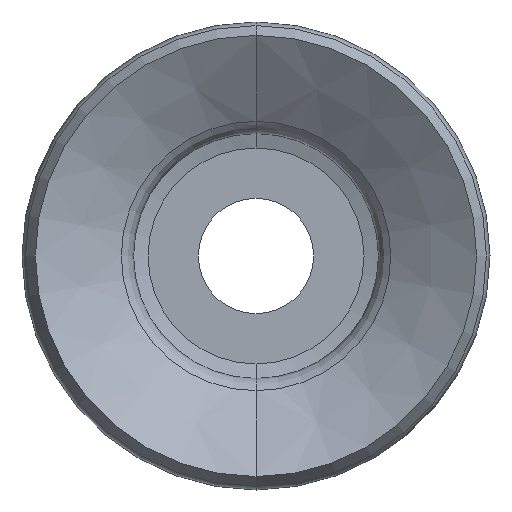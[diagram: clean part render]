
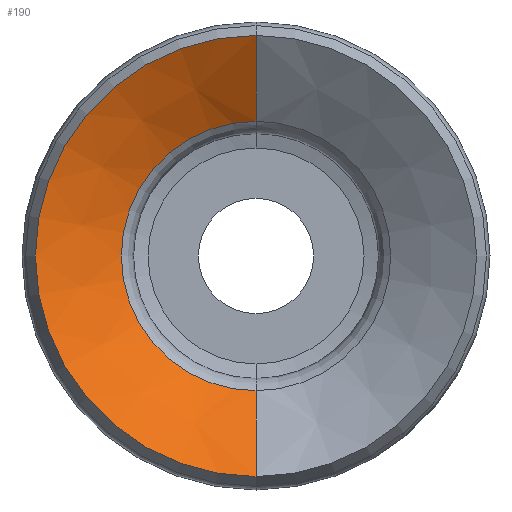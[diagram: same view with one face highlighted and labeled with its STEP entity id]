
A CAD part, front view. The second image highlights one B-rep face of the part: STEP entity #190.
In plain terms, the highlighted conical face has half-angle 57.015 degrees and reference radius 9.354 mm.
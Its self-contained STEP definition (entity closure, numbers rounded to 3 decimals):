
#190=ADVANCED_FACE('',(#461),#462,.F.);
#461=FACE_OUTER_BOUND('',#817,.T.);
#462=CONICAL_SURFACE('',#818,9.354,0.995);
#817=EDGE_LOOP('',(#5061,#5062,#5063,#5064));
#818=AXIS2_PLACEMENT_3D('',#5065,#5066,#5067);
#5061=ORIENTED_EDGE('',*,*,#5791,.T.);
#5062=ORIENTED_EDGE('',*,*,#5857,.T.);
#5063=ORIENTED_EDGE('',*,*,#5858,.F.);
#5064=ORIENTED_EDGE('',*,*,#5859,.F.);
#5065=CARTESIAN_POINT('',(0.0,-33.628,0.0));
#5066=DIRECTION('',(0.0,-1.0,-0.0));
#5067=DIRECTION('',(0.0,0.0,-1.0));
#5791=EDGE_CURVE('',#6188,#6192,#6194,.T.);
#5857=EDGE_CURVE('',#6192,#6287,#6288,.T.);
#5858=EDGE_CURVE('',#6289,#6287,#6290,.T.);
#5859=EDGE_CURVE('',#6188,#6289,#6291,.T.);
#6188=VERTEX_POINT('',#6725);
#6192=VERTEX_POINT('',#6729);
#6194=CIRCLE('',#6731,9.354);
#6287=VERTEX_POINT('',#7004);
#6288=LINE('',#7005,#7006);
#6289=VERTEX_POINT('',#7007);
#6290=CIRCLE('',#7008,15.319);
#6291=LINE('',#7009,#7010);
#6725=CARTESIAN_POINT('',(0.0,-33.628,-9.354));
#6729=CARTESIAN_POINT('',(0.,-33.628,9.354));
#6731=AXIS2_PLACEMENT_3D('',#8948,#8949,#8950);
#7004=CARTESIAN_POINT('',(0.0,-37.5,15.319));
#7005=CARTESIAN_POINT('',(0.,-33.628,9.354));
#7006=VECTOR('',#9055,1000.0);
#7007=CARTESIAN_POINT('',(0.,-37.5,-15.319));
#7008=AXIS2_PLACEMENT_3D('',#9056,#9057,#9058);
#7009=CARTESIAN_POINT('',(0.0,-33.628,-9.354));
#7010=VECTOR('',#9059,1000.0);
#8948=CARTESIAN_POINT('',(0.0,-33.628,0.0));
#8949=DIRECTION('',(0.0,1.0,0.0));
#8950=DIRECTION('',(0.0,0.0,1.0));
#9055=DIRECTION('',(0.,-0.544,0.839));
#9056=CARTESIAN_POINT('',(0.0,-37.5,0.0));
#9057=DIRECTION('',(0.0,1.0,0.0));
#9058=DIRECTION('',(0.0,0.0,1.0));
#9059=DIRECTION('',(0.0,-0.544,-0.839));
